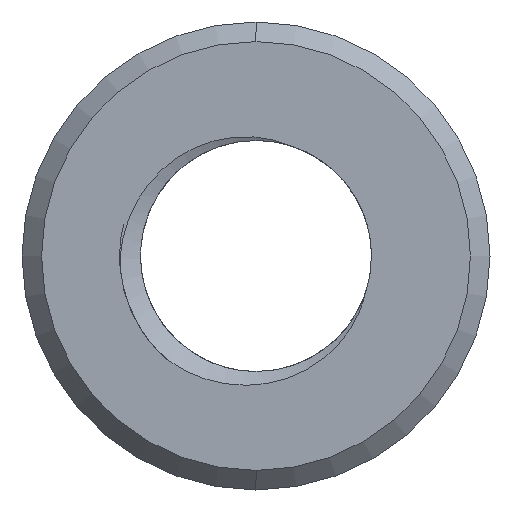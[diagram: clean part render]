
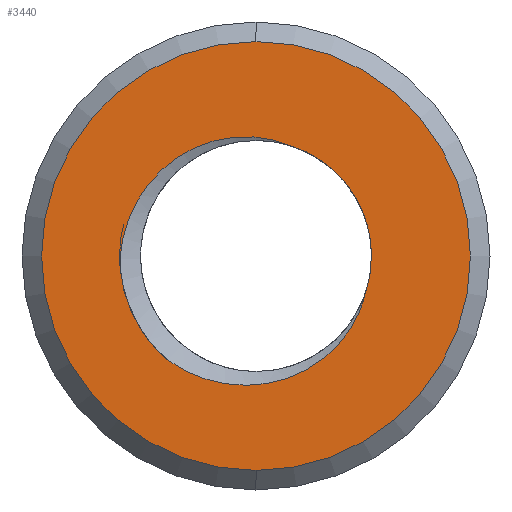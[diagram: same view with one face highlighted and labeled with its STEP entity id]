
A CAD part, left-side view. The second image highlights one B-rep face of the part: STEP entity #3440.
In plain terms, the highlighted planar face has unit normal (-1, 0, 0).
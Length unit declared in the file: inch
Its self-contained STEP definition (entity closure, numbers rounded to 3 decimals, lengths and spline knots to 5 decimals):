
#24 = VERTEX_POINT ( 'NONE', #2336 ) ;
#144 = CARTESIAN_POINT ( 'NONE',  ( -0.5, 0.11485, -0.07937 ) ) ;
#185 = CARTESIAN_POINT ( 'NONE',  ( -0.5, -0.08892, 0.07907 ) ) ;
#189 = CARTESIAN_POINT ( 'NONE',  ( -0.5, 0.11394, 0.06854 ) ) ;
#209 = CARTESIAN_POINT ( 'NONE',  ( -0.5, 0.00362, 0.12178 ) ) ;
#214 = VERTEX_POINT ( 'NONE', #2320 ) ;
#236 = CIRCLE ( 'NONE', #1997, 0.219 ) ;
#274 = CARTESIAN_POINT ( 'NONE',  ( -0.5, 0.02198, -0.13198 ) ) ;
#286 = DIRECTION ( 'NONE',  ( -1., 0., 0. ) ) ;
#311 = CARTESIAN_POINT ( 'NONE',  ( -0.5, -0.00972, -0.13094 ) ) ;
#329 = CARTESIAN_POINT ( 'NONE',  ( -0.5, -0.04963, -0.1177 ) ) ;
#338 = ORIENTED_EDGE ( 'NONE', *, *, #2101, .F. ) ;
#395 = PLANE ( 'NONE',  #3239 ) ;
#463 = CARTESIAN_POINT ( 'NONE',  ( -0.5, 0.13227, -0.04738 ) ) ;
#504 = CARTESIAN_POINT ( 'NONE',  ( -0.49997, -0.03757, 0.11186 ) ) ;
#523 = CARTESIAN_POINT ( 'NONE',  ( -0.5, 0.13777, 0.00988 ) ) ;
#550 = CARTESIAN_POINT ( 'NONE',  ( -0.5, -0.11233, 0.03927 ) ) ;
#713 = CARTESIAN_POINT ( 'NONE',  ( -0.5, 0.13735, -0.02962 ) ) ;
#754 = DIRECTION ( 'NONE',  ( 0., 0., -1. ) ) ;
#812 = VERTEX_POINT ( 'NONE', #2570 ) ;
#825 = CARTESIAN_POINT ( 'NONE',  ( -0.5, 0.06071, 0.11151 ) ) ;
#839 = CARTESIAN_POINT ( 'NONE',  ( -0.5, -0.02772, 0.11614 ) ) ;
#852 = CARTESIAN_POINT ( 'NONE',  ( -0.5, 0.13891, -0.00063 ) ) ;
#859 = CARTESIAN_POINT ( 'NONE',  ( -0.5, 0., 0. ) ) ;
#865 = CARTESIAN_POINT ( 'NONE',  ( -0.5, -0.09609, -0.07573 ) ) ;
#916 = CARTESIAN_POINT ( 'NONE',  ( -0.5, 0.053, -0.12566 ) ) ;
#960 = CARTESIAN_POINT ( 'NONE',  ( -0.5, 0.11977, -0.07174 ) ) ;
#1039 = EDGE_LOOP ( 'NONE', ( #1427, #338, #1702, #1835 ) ) ;
#1040 = EDGE_CURVE ( 'NONE', #812, #24, #236, .T. ) ;
#1091 = CARTESIAN_POINT ( 'NONE',  ( -0.5, -0.06572, 0.0992 ) ) ;
#1129 = CARTESIAN_POINT ( 'NONE',  ( -0.49997, -0.03757, 0.11186 ) ) ;
#1159 = CARTESIAN_POINT ( 'NONE',  ( -0.5, -0.06713, -0.10614 ) ) ;
#1175 = CARTESIAN_POINT ( 'NONE',  ( -0.5, -0.01999, -0.12891 ) ) ;
#1185 = B_SPLINE_CURVE_WITH_KNOTS ( 'NONE', 3,
 ( #2924, #839, #2669, #3540, #209, #2600, #1401, #1975, #2354, #825, #3816, #2029, #3886, #2282, #2618, #189, #3201, #3574, #2014, #523, #852, #1715 ),
 .UNSPECIFIED., .F., .F.,
 ( 4, 2, 2, 2, 2, 2, 2, 2, 2, 2, 4 ),
 ( 0., 0.00082, 0.00123, 0.00164, 0.00245, 0.00286, 0.00327, 0.00409, 0.00491, 0.00573, 0.00654 ),
 .UNSPECIFIED. ) ;
#1273 = CARTESIAN_POINT ( 'NONE',  ( -0.5, 0.09015, -0.1062 ) ) ;
#1401 = CARTESIAN_POINT ( 'NONE',  ( -0.5, 0.01957, 0.12165 ) ) ;
#1422 = VERTEX_POINT ( 'NONE', #1273 ) ;
#1427 = ORIENTED_EDGE ( 'NONE', *, *, #2566, .F. ) ;
#1522 = CARTESIAN_POINT ( 'NONE',  ( -0.5, -0.1061, -0.05701 ) ) ;
#1608 = FACE_BOUND ( 'NONE', #1039, .T. ) ;
#1666 = VERTEX_POINT ( 'NONE', #1129 ) ;
#1682 = ORIENTED_EDGE ( 'NONE', *, *, #3154, .T. ) ;
#1698 = EDGE_CURVE ( 'NONE', #1666, #214, #1185, .T. ) ;
#1702 = ORIENTED_EDGE ( 'NONE', *, *, #1698, .F. ) ;
#1715 = CARTESIAN_POINT ( 'NONE',  ( -0.5, 0.13885, -0.01135 ) ) ;
#1802 = CARTESIAN_POINT ( 'NONE',  ( -0.5, -0.08994, -0.08422 ) ) ;
#1821 = CARTESIAN_POINT ( 'NONE',  ( -0.5, -0.03995, -0.12231 ) ) ;
#1835 = ORIENTED_EDGE ( 'NONE', *, *, #2435, .F. ) ;
#1975 = CARTESIAN_POINT ( 'NONE',  ( -0.5, 0.03537, 0.11984 ) ) ;
#1997 = AXIS2_PLACEMENT_3D ( 'NONE', #859, #286, #3583 ) ;
#2014 = CARTESIAN_POINT ( 'NONE',  ( -0.5, 0.13302, 0.0305 ) ) ;
#2018 = VERTEX_POINT ( 'NONE', #3046 ) ;
#2029 = CARTESIAN_POINT ( 'NONE',  ( -0.5, 0.07485, 0.10423 ) ) ;
#2030 = AXIS2_PLACEMENT_3D ( 'NONE', #3681, #2140, #2233 ) ;
#2046 = CARTESIAN_POINT ( 'NONE',  ( -0.5, -0.11882, -0.00644 ) ) ;
#2048 = B_SPLINE_CURVE_WITH_KNOTS ( 'NONE', 3,
 ( #2163, #713, #463, #960, #144, #3708, #3406, #3729 ),
 .UNSPECIFIED., .F., .F.,
 ( 4, 2, 2, 4 ),
 ( 0., 0.0014, 0.00209, 0.00279 ),
 .UNSPECIFIED. ) ;
#2064 = CARTESIAN_POINT ( 'NONE',  ( -0.5, 0.07239, -0.11757 ) ) ;
#2099 = CARTESIAN_POINT ( 'NONE',  ( -0.5, 0.09015, -0.1062 ) ) ;
#2101 = EDGE_CURVE ( 'NONE', #214, #1422, #2048, .T. ) ;
#2119 = CARTESIAN_POINT ( 'NONE',  ( -0.5, 0.04268, -0.1286 ) ) ;
#2140 = DIRECTION ( 'NONE',  ( -1., 0., 0. ) ) ;
#2163 = CARTESIAN_POINT ( 'NONE',  ( -0.5, 0.13885, -0.01135 ) ) ;
#2231 = DIRECTION ( 'NONE',  ( 1., 0., 0. ) ) ;
#2233 = DIRECTION ( 'NONE',  ( 0., 0., -1. ) ) ;
#2282 = CARTESIAN_POINT ( 'NONE',  ( -0.5, 0.09239, 0.09203 ) ) ;
#2320 = CARTESIAN_POINT ( 'NONE',  ( -0.5, 0.13885, -0.01135 ) ) ;
#2336 = CARTESIAN_POINT ( 'NONE',  ( -0.5, 0., 0.219 ) ) ;
#2352 = CARTESIAN_POINT ( 'NONE',  ( -0.5, -0.11695, -0.02198 ) ) ;
#2354 = CARTESIAN_POINT ( 'NONE',  ( -0.5, 0.04589, 0.11724 ) ) ;
#2435 = EDGE_CURVE ( 'NONE', #2018, #1666, #3862, .T. ) ;
#2442 = CARTESIAN_POINT ( 'NONE',  ( -0.5, -0.07914, -0.09574 ) ) ;
#2566 = EDGE_CURVE ( 'NONE', #1422, #2018, #2872, .T. ) ;
#2570 = CARTESIAN_POINT ( 'NONE',  ( -0.5, 0., -0.219 ) ) ;
#2600 = CARTESIAN_POINT ( 'NONE',  ( -0.5, 0.01427, 0.12192 ) ) ;
#2618 = CARTESIAN_POINT ( 'NONE',  ( -0.5, 0.10014, 0.08481 ) ) ;
#2667 = CARTESIAN_POINT ( 'NONE',  ( -0.5, 0.0114, -0.13246 ) ) ;
#2669 = CARTESIAN_POINT ( 'NONE',  ( -0.5, -0.01753, 0.11907 ) ) ;
#2699 = CARTESIAN_POINT ( 'NONE',  ( -0.5, -0.07525, -0.0994 ) ) ;
#2736 = CARTESIAN_POINT ( 'NONE',  ( -0.5, -0.10981, -0.04707 ) ) ;
#2827 = CARTESIAN_POINT ( 'NONE',  ( -0.5, 0.239, 0. ) ) ;
#2872 = B_SPLINE_CURVE_WITH_KNOTS ( 'NONE', 3,
 ( #2099, #3900, #2064, #916, #2119, #274, #2667, #311, #1175, #1821, #329, #3884, #1159, #2699, #2442, #1802, #865, #1522, #2736, #3916 ),
 .UNSPECIFIED., .F., .F.,
 ( 4, 2, 2, 2, 2, 2, 2, 2, 2, 4 ),
 ( 0., 0.0008, 0.0016, 0.0024, 0.00319, 0.00399, 0.00439, 0.00479, 0.00559, 0.00639 ),
 .UNSPECIFIED. ) ;
#2902 = CARTESIAN_POINT ( 'NONE',  ( -0.5, -0.09853, 0.06672 ) ) ;
#2924 = CARTESIAN_POINT ( 'NONE',  ( -0.49997, -0.03757, 0.11186 ) ) ;
#3046 = CARTESIAN_POINT ( 'NONE',  ( -0.50001, -0.11219, -0.03658 ) ) ;
#3099 = ORIENTED_EDGE ( 'NONE', *, *, #1040, .T. ) ;
#3154 = EDGE_CURVE ( 'NONE', #24, #812, #3758, .T. ) ;
#3201 = CARTESIAN_POINT ( 'NONE',  ( -0.5, 0.11984, 0.05961 ) ) ;
#3219 = CARTESIAN_POINT ( 'NONE',  ( -0.5, -0.05213, 0.10697 ) ) ;
#3239 = AXIS2_PLACEMENT_3D ( 'NONE', #2827, #2231, #754 ) ;
#3326 = EDGE_LOOP ( 'NONE', ( #3099, #1682 ) ) ;
#3406 = CARTESIAN_POINT ( 'NONE',  ( -0.5, 0.09714, -0.10027 ) ) ;
#3426 = FACE_OUTER_BOUND ( 'NONE', #3326, .T. ) ;
#3440 = ADVANCED_FACE ( 'NONE', ( #3426, #1608 ), #395, .F. ) ;
#3497 = CARTESIAN_POINT ( 'NONE',  ( -0.5, -0.11651, 0.02419 ) ) ;
#3540 = CARTESIAN_POINT ( 'NONE',  ( -0.5, -0.00176, 0.12137 ) ) ;
#3574 = CARTESIAN_POINT ( 'NONE',  ( -0.5, 0.12935, 0.04069 ) ) ;
#3583 = DIRECTION ( 'NONE',  ( 0., 0., -1. ) ) ;
#3681 = CARTESIAN_POINT ( 'NONE',  ( -0.5, 0., 0. ) ) ;
#3708 = CARTESIAN_POINT ( 'NONE',  ( -0.5, 0.10354, -0.09365 ) ) ;
#3729 = CARTESIAN_POINT ( 'NONE',  ( -0.5, 0.09015, -0.1062 ) ) ;
#3758 = CIRCLE ( 'NONE', #2030, 0.219 ) ;
#3816 = CARTESIAN_POINT ( 'NONE',  ( -0.5, 0.06551, 0.10929 ) ) ;
#3862 = B_SPLINE_CURVE_WITH_KNOTS ( 'NONE', 3,
 ( #3867, #2352, #2046, #3497, #550, #2902, #185, #1091, #3219, #504 ),
 .UNSPECIFIED., .F., .F.,
 ( 4, 2, 2, 2, 4 ),
 ( 0.69983, 0.76198, 0.82413, 0.88628, 0.94843 ),
 .UNSPECIFIED. ) ;
#3867 = CARTESIAN_POINT ( 'NONE',  ( -0.50001, -0.11219, -0.03658 ) ) ;
#3884 = CARTESIAN_POINT ( 'NONE',  ( -0.5, -0.06288, -0.10924 ) ) ;
#3886 = CARTESIAN_POINT ( 'NONE',  ( -0.5, 0.07941, 0.10137 ) ) ;
#3900 = CARTESIAN_POINT ( 'NONE',  ( -0.5, 0.08155, -0.11245 ) ) ;
#3916 = CARTESIAN_POINT ( 'NONE',  ( -0.50001, -0.11219, -0.03658 ) ) ;
